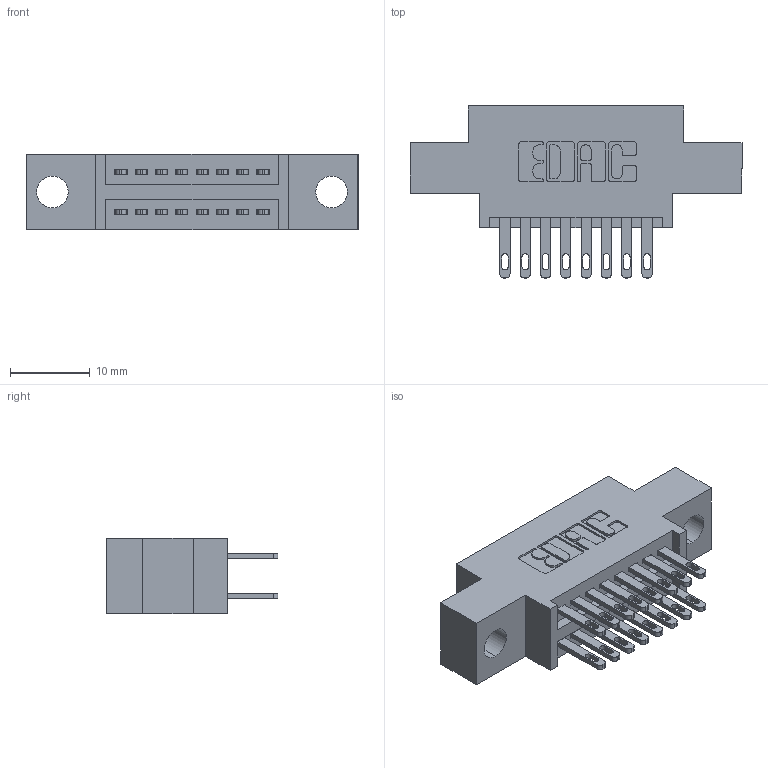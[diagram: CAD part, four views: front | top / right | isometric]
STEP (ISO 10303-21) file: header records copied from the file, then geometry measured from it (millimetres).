
FILE_DESCRIPTION (( 'STEP AP203' ), '1' );
FILE_NAME ('895-016-500-804.STEP', '2020-09-25T04:42:04', ( '' ), ( '' ), 'SwSTEP 2.0', 'SolidWorks 2020', '' );
FILE_SCHEMA (( 'CONFIG_CONTROL_DESIGN' ));
Length unit declared in the file: inch
Products named in the file (3): 345-292-001_345-293-100; 845 Part_0.170 Offset - 0.156 Dia-TH; 895-016-500-804
Assembly tree (17 placements, depth 2):
  895-016-500-804
    845 Part_0.170 Offset - 0.156 Dia-TH
    345-292-001_345-293-100  x16
Bounding box: 41.53 x 21.51 x 9.4 mm (x, y, z)
Volume: 3566.2 mm3; surface area: 4734.8 mm2
Topology: 17 solids, 17 shells, 866 faces, 2609 edges, 1738 vertices
Faces by surface type: plane 516, cylinder 350
Entity records: 10919 total; most frequent: CARTESIAN_POINT 1864, ORIENTED_EDGE 1798, DIRECTION 1687, EDGE_CURVE 899, VECTOR 731, LINE 731, VERTEX_POINT 598, AXIS2_PLACEMENT_3D 478
